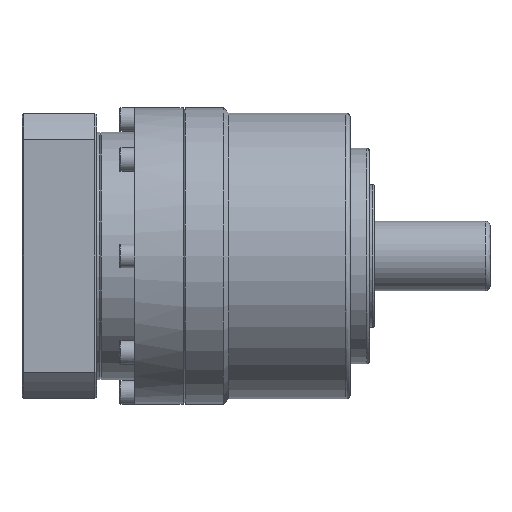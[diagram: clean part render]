
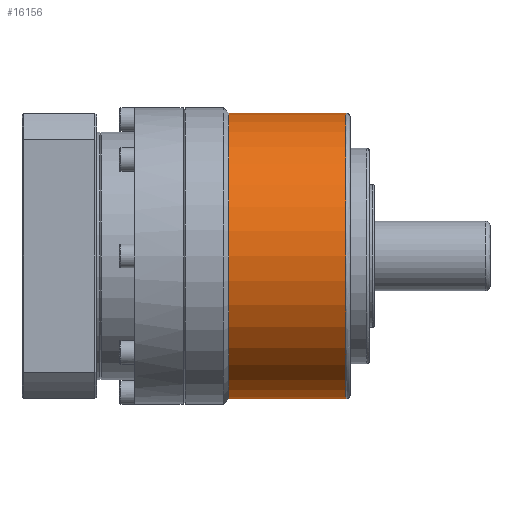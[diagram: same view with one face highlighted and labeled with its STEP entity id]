
A CAD part, front view. The second image highlights one B-rep face of the part: STEP entity #16156.
In plain terms, the highlighted cylindrical face has radius 45 mm (diameter 90 mm), a partial arc.
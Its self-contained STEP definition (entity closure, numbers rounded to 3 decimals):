
#578 = AXIS2_PLACEMENT_3D ( 'NONE', #15987, #15936, #15875 ) ;
#2693 = FACE_OUTER_BOUND ( 'NONE', #15536, .T. ) ;
#3200 = CIRCLE ( 'NONE', #578, 45. ) ;
#3717 = LINE ( 'NONE', #5710, #15132 ) ;
#3718 = DIRECTION ( 'NONE',  ( 1., 0., 0. ) ) ;
#3866 = ORIENTED_EDGE ( 'NONE', *, *, #10258, .T. ) ;
#5510 = CIRCLE ( 'NONE', #8441, 45. ) ;
#5710 = CARTESIAN_POINT ( 'NONE',  ( -44., 0., -45. ) ) ;
#5905 = CARTESIAN_POINT ( 'NONE',  ( -45.5, 0., -45. ) ) ;
#6826 = CARTESIAN_POINT ( 'NONE',  ( -82.409, 0., 45. ) ) ;
#7119 = ORIENTED_EDGE ( 'NONE', *, *, #7348, .T. ) ;
#7348 = EDGE_CURVE ( 'NONE', #18301, #15610, #3200, .T. ) ;
#7761 = VERTEX_POINT ( 'NONE', #6826 ) ;
#7784 = CARTESIAN_POINT ( 'NONE',  ( -45.5, 0., 45. ) ) ;
#7824 = CARTESIAN_POINT ( 'NONE',  ( -44., 0., 0. ) ) ;
#8441 = AXIS2_PLACEMENT_3D ( 'NONE', #12657, #3718, #14174 ) ;
#9499 = ORIENTED_EDGE ( 'NONE', *, *, #15416, .T. ) ;
#10258 = EDGE_CURVE ( 'NONE', #7761, #10902, #5510, .T. ) ;
#10902 = VERTEX_POINT ( 'NONE', #11342 ) ;
#11342 = CARTESIAN_POINT ( 'NONE',  ( -82.409, 0., -45. ) ) ;
#11470 = DIRECTION ( 'NONE',  ( -1., 0., 0. ) ) ;
#11952 = DIRECTION ( 'NONE',  ( -1., 0., 0. ) ) ;
#12107 = LINE ( 'NONE', #17371, #15596 ) ;
#12657 = CARTESIAN_POINT ( 'NONE',  ( -82.409, 0., 0. ) ) ;
#12975 = DIRECTION ( 'NONE',  ( -1., 0., 0. ) ) ;
#14174 = DIRECTION ( 'NONE',  ( 0., 0., 1. ) ) ;
#15132 = VECTOR ( 'NONE', #12975, 1000. ) ;
#15416 = EDGE_CURVE ( 'NONE', #15610, #7761, #12107, .T. ) ;
#15451 = EDGE_CURVE ( 'NONE', #18301, #10902, #3717, .T. ) ;
#15536 = EDGE_LOOP ( 'NONE', ( #16923, #7119, #9499, #3866 ) ) ;
#15596 = VECTOR ( 'NONE', #11470, 1000. ) ;
#15610 = VERTEX_POINT ( 'NONE', #7784 ) ;
#15875 = DIRECTION ( 'NONE',  ( 0., 0., 1. ) ) ;
#15936 = DIRECTION ( 'NONE',  ( -1., 0., 0. ) ) ;
#15987 = CARTESIAN_POINT ( 'NONE',  ( -45.5, 0., 0. ) ) ;
#16080 = AXIS2_PLACEMENT_3D ( 'NONE', #7824, #11952, #17936 ) ;
#16156 = ADVANCED_FACE ( 'NONE', ( #2693 ), #16691, .T. ) ;
#16691 = CYLINDRICAL_SURFACE ( 'NONE', #16080, 45. ) ;
#16923 = ORIENTED_EDGE ( 'NONE', *, *, #15451, .F. ) ;
#17371 = CARTESIAN_POINT ( 'NONE',  ( -44., 0., 45. ) ) ;
#17936 = DIRECTION ( 'NONE',  ( 0., 0., 1. ) ) ;
#18301 = VERTEX_POINT ( 'NONE', #5905 ) ;
